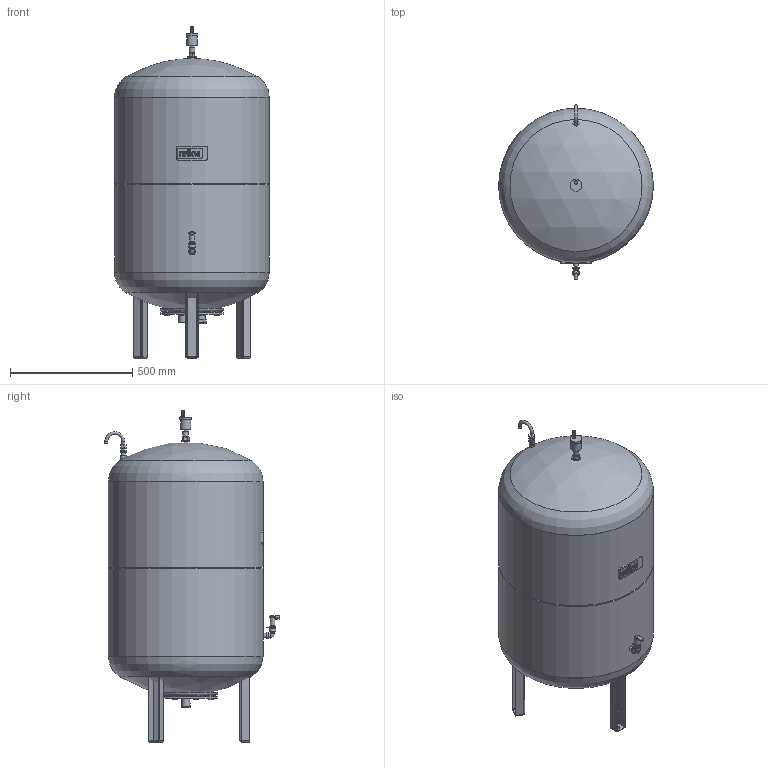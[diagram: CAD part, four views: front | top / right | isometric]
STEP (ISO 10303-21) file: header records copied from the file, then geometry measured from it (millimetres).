
FILE_DESCRIPTION(/* description */ (''),/* implementation_level */ '2;1');
FILE_NAME(/* name */ '3d_VariomatVF300-8610100.stp',/* time_stamp */ '2015-12-08T10:32:01+01:00',/* author */ ('Andrzej'),/* organization */ (''),/* preprocessor_version */ 'ST-DEVELOPER v15.5',/* originating_system */ 'AutoCAD Mechanical',/* authorisation */ '');
FILE_SCHEMA (('AUTOMOTIVE_DESIGN { 1 0 10303 214 3 1 1 }'));
Length unit declared in the file: millimetre
Products named in the file (1): Product
Bounding box: 634 x 714 x 1360 mm (x, y, z)
Volume: 294581593.8 mm3; surface area: 4063740.9 mm2
Topology: 43 solids, 43 shells, 539 faces, 1209 edges, 770 vertices
Faces by surface type: plane 305, cylinder 184, torus 19, sphere 14, cone 13, bspline 4
Full cylindrical faces by diameter (mm): 3.5 x1, 8.7 x1, 9 x1, 10.8 x3, 11 x3, 11.2 x2, 12 x10, 13.4 x3, 14.3 x1, 16 x2, 16.6 x3, 18.5 x1, 20 x3, 21.3 x1, 22 x1, 23.3 x1, 24 x1, 26 x1, 28 x2, 33.7 x2, 34 x1, 42 x1, 48 x1, 202 x1, 250 x1, 260 x2, 634 x4
Entity records: 14702 total; most frequent: CARTESIAN_POINT 2748, DIRECTION 2574, ORIENTED_EDGE 2210, EDGE_CURVE 1105, AXIS2_PLACEMENT_3D 947, VERTEX_POINT 753, LINE 680, VECTOR 680
